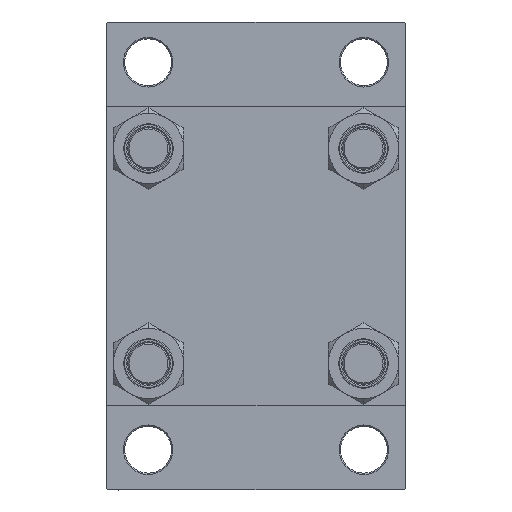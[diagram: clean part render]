
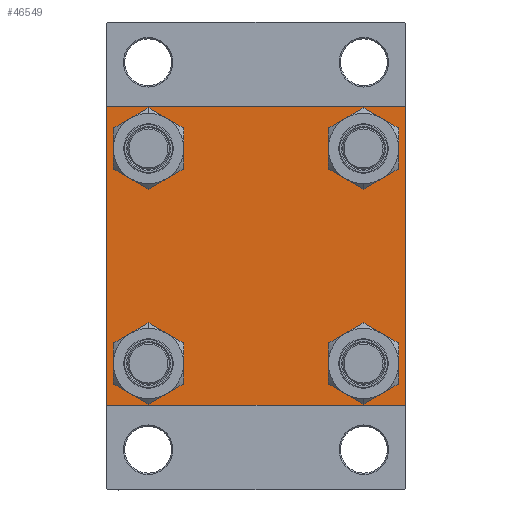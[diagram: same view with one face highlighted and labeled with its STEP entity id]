
A CAD part, left-side view. The second image highlights one B-rep face of the part: STEP entity #46549.
In plain terms, the highlighted planar face has unit normal (-1, 0, 0).
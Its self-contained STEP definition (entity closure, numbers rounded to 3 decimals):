
#220 = CARTESIAN_POINT ( 'NONE',  ( 0., 41.35, -41.35 ) ) ;
#716 = CARTESIAN_POINT ( 'NONE',  ( 0., 57.5, 57.5 ) ) ;
#928 = ORIENTED_EDGE ( 'NONE', *, *, #44900, .T. ) ;
#935 = DIRECTION ( 'NONE',  ( 1., 0., 0. ) ) ;
#1454 = CIRCLE ( 'NONE', #4568, 8.5 ) ;
#1972 = CARTESIAN_POINT ( 'NONE',  ( 0., -57.5, -57. ) ) ;
#2156 = CIRCLE ( 'NONE', #26250, 8.5 ) ;
#2442 = EDGE_CURVE ( 'NONE', #22816, #30665, #42438, .T. ) ;
#2678 = VERTEX_POINT ( 'NONE', #37551 ) ;
#3573 = ORIENTED_EDGE ( 'NONE', *, *, #4154, .T. ) ;
#3827 = CARTESIAN_POINT ( 'NONE',  ( 0., 0., 0. ) ) ;
#3885 = CARTESIAN_POINT ( 'NONE',  ( 0., 57.5, -57. ) ) ;
#4154 = EDGE_CURVE ( 'NONE', #20060, #18059, #24937, .T. ) ;
#4520 = CARTESIAN_POINT ( 'NONE',  ( 0., 41.35, 49.85 ) ) ;
#4568 = AXIS2_PLACEMENT_3D ( 'NONE', #42944, #5976, #35647 ) ;
#4617 = DIRECTION ( 'NONE',  ( 0., 0., -1. ) ) ;
#4785 = DIRECTION ( 'NONE',  ( 1., 0., 0. ) ) ;
#5226 = DIRECTION ( 'NONE',  ( 0., -1., 0. ) ) ;
#5817 = CARTESIAN_POINT ( 'NONE',  ( 0., 41.35, 32.85 ) ) ;
#5868 = CARTESIAN_POINT ( 'NONE',  ( 0., 57., 57.5 ) ) ;
#5976 = DIRECTION ( 'NONE',  ( 1., 0., 0. ) ) ;
#6238 = ORIENTED_EDGE ( 'NONE', *, *, #31760, .T. ) ;
#6772 = CARTESIAN_POINT ( 'NONE',  ( 0., -57., -57.5 ) ) ;
#6899 = EDGE_CURVE ( 'NONE', #11461, #26946, #10045, .T. ) ;
#7204 = ORIENTED_EDGE ( 'NONE', *, *, #19031, .T. ) ;
#8408 = CIRCLE ( 'NONE', #17740, 8.5 ) ;
#8498 = LINE ( 'NONE', #23090, #40637 ) ;
#8615 = ORIENTED_EDGE ( 'NONE', *, *, #43889, .T. ) ;
#9635 = CIRCLE ( 'NONE', #28268, 8.5 ) ;
#10045 = LINE ( 'NONE', #17356, #25844 ) ;
#10526 = CARTESIAN_POINT ( 'NONE',  ( 0., -41.35, 49.85 ) ) ;
#10907 = AXIS2_PLACEMENT_3D ( 'NONE', #46250, #34558, #30913 ) ;
#11065 = VERTEX_POINT ( 'NONE', #24715 ) ;
#11281 = DIRECTION ( 'NONE',  ( 0., 0., 1. ) ) ;
#11461 = VERTEX_POINT ( 'NONE', #35855 ) ;
#11633 = DIRECTION ( 'NONE',  ( 0., -0.707, 0.707 ) ) ;
#11820 = CARTESIAN_POINT ( 'NONE',  ( 0., -57., 57.5 ) ) ;
#13218 = CIRCLE ( 'NONE', #10907, 8.5 ) ;
#13446 = VERTEX_POINT ( 'NONE', #36472 ) ;
#13511 = EDGE_CURVE ( 'NONE', #13446, #35103, #9635, .T. ) ;
#13935 = VECTOR ( 'NONE', #4617, 1000. ) ;
#14734 = EDGE_CURVE ( 'NONE', #18059, #20060, #31407, .T. ) ;
#14776 = FACE_BOUND ( 'NONE', #22886, .T. ) ;
#14874 = CARTESIAN_POINT ( 'NONE',  ( 0., 41.35, -41.35 ) ) ;
#16147 = CARTESIAN_POINT ( 'NONE',  ( 0., -41.35, 41.35 ) ) ;
#16226 = DIRECTION ( 'NONE',  ( 0., 0., 1. ) ) ;
#16464 = DIRECTION ( 'NONE',  ( 1., 0., 0. ) ) ;
#17356 = CARTESIAN_POINT ( 'NONE',  ( 0., 57.5, -57.5 ) ) ;
#17740 = AXIS2_PLACEMENT_3D ( 'NONE', #16147, #45845, #38537 ) ;
#17744 = ORIENTED_EDGE ( 'NONE', *, *, #14734, .T. ) ;
#18059 = VERTEX_POINT ( 'NONE', #25017 ) ;
#18096 = DIRECTION ( 'NONE',  ( 1., 0., 0. ) ) ;
#18215 = AXIS2_PLACEMENT_3D ( 'NONE', #29849, #4785, #27152 ) ;
#18658 = DIRECTION ( 'NONE',  ( 0., 0., 1. ) ) ;
#19031 = EDGE_CURVE ( 'NONE', #22816, #41658, #27224, .T. ) ;
#19208 = LINE ( 'NONE', #716, #13935 ) ;
#19531 = CARTESIAN_POINT ( 'NONE',  ( 0., 57.25, -57.25 ) ) ;
#19662 = DIRECTION ( 'NONE',  ( 0., 0., 1. ) ) ;
#19893 = LINE ( 'NONE', #34021, #43607 ) ;
#20060 = VERTEX_POINT ( 'NONE', #33218 ) ;
#20247 = EDGE_CURVE ( 'NONE', #11065, #26368, #20300, .T. ) ;
#20300 = LINE ( 'NONE', #24884, #35478 ) ;
#20639 = ORIENTED_EDGE ( 'NONE', *, *, #33396, .T. ) ;
#21993 = EDGE_CURVE ( 'NONE', #2678, #34216, #13218, .T. ) ;
#22816 = VERTEX_POINT ( 'NONE', #5868 ) ;
#22886 = EDGE_LOOP ( 'NONE', ( #20639, #35048 ) ) ;
#23067 = ORIENTED_EDGE ( 'NONE', *, *, #44584, .T. ) ;
#23090 = CARTESIAN_POINT ( 'NONE',  ( 0., -57.25, 57.25 ) ) ;
#23322 = DIRECTION ( 'NONE',  ( 0., 0.707, 0.707 ) ) ;
#24529 = VERTEX_POINT ( 'NONE', #4520 ) ;
#24715 = CARTESIAN_POINT ( 'NONE',  ( 0., -57.5, 57. ) ) ;
#24884 = CARTESIAN_POINT ( 'NONE',  ( 0., -57.5, 57.5 ) ) ;
#24937 = CIRCLE ( 'NONE', #40521, 8.5 ) ;
#25017 = CARTESIAN_POINT ( 'NONE',  ( 0., -41.35, -49.85 ) ) ;
#25180 = ORIENTED_EDGE ( 'NONE', *, *, #34620, .T. ) ;
#25844 = VECTOR ( 'NONE', #31948, 1000. ) ;
#26049 = DIRECTION ( 'NONE',  ( 1., 0., 0. ) ) ;
#26067 = CARTESIAN_POINT ( 'NONE',  ( 0., 41.35, -32.85 ) ) ;
#26250 = AXIS2_PLACEMENT_3D ( 'NONE', #42734, #16464, #16226 ) ;
#26368 = VERTEX_POINT ( 'NONE', #1972 ) ;
#26505 = CARTESIAN_POINT ( 'NONE',  ( 0., 57.25, 57.25 ) ) ;
#26946 = VERTEX_POINT ( 'NONE', #6772 ) ;
#27152 = DIRECTION ( 'NONE',  ( 0., 0., 1. ) ) ;
#27224 = LINE ( 'NONE', #26505, #33886 ) ;
#28071 = CIRCLE ( 'NONE', #46750, 8.5 ) ;
#28220 = ORIENTED_EDGE ( 'NONE', *, *, #6899, .T. ) ;
#28268 = AXIS2_PLACEMENT_3D ( 'NONE', #220, #935, #19662 ) ;
#28643 = FACE_OUTER_BOUND ( 'NONE', #42124, .T. ) ;
#28944 = ORIENTED_EDGE ( 'NONE', *, *, #2442, .F. ) ;
#29661 = EDGE_LOOP ( 'NONE', ( #928, #32284 ) ) ;
#29849 = CARTESIAN_POINT ( 'NONE',  ( 0., -41.35, -41.35 ) ) ;
#30665 = VERTEX_POINT ( 'NONE', #11820 ) ;
#30875 = DIRECTION ( 'NONE',  ( 0., 0.707, -0.707 ) ) ;
#30913 = DIRECTION ( 'NONE',  ( 0., 0., 1. ) ) ;
#31407 = CIRCLE ( 'NONE', #18215, 8.5 ) ;
#31760 = EDGE_CURVE ( 'NONE', #36408, #24529, #2156, .T. ) ;
#31948 = DIRECTION ( 'NONE',  ( 0., -1., 0. ) ) ;
#32284 = ORIENTED_EDGE ( 'NONE', *, *, #13511, .T. ) ;
#33218 = CARTESIAN_POINT ( 'NONE',  ( 0., -41.35, -32.85 ) ) ;
#33258 = FACE_BOUND ( 'NONE', #40441, .T. ) ;
#33396 = EDGE_CURVE ( 'NONE', #34216, #2678, #8408, .T. ) ;
#33619 = AXIS2_PLACEMENT_3D ( 'NONE', #3827, #47395, #18658 ) ;
#33886 = VECTOR ( 'NONE', #30875, 1000. ) ;
#34021 = CARTESIAN_POINT ( 'NONE',  ( 0., -57.25, -57.25 ) ) ;
#34216 = VERTEX_POINT ( 'NONE', #10526 ) ;
#34302 = VECTOR ( 'NONE', #34371, 1000. ) ;
#34371 = DIRECTION ( 'NONE',  ( 0., -0.707, -0.707 ) ) ;
#34558 = DIRECTION ( 'NONE',  ( 1., 0., 0. ) ) ;
#34620 = EDGE_CURVE ( 'NONE', #24529, #36408, #1454, .T. ) ;
#35048 = ORIENTED_EDGE ( 'NONE', *, *, #21993, .T. ) ;
#35103 = VERTEX_POINT ( 'NONE', #26067 ) ;
#35381 = CARTESIAN_POINT ( 'NONE',  ( 0., 57.5, 57.5 ) ) ;
#35478 = VECTOR ( 'NONE', #39269, 1000. ) ;
#35641 = CARTESIAN_POINT ( 'NONE',  ( 0., 57.5, 57. ) ) ;
#35647 = DIRECTION ( 'NONE',  ( 0., 0., 1. ) ) ;
#35855 = CARTESIAN_POINT ( 'NONE',  ( 0., 57., -57.5 ) ) ;
#36185 = FACE_BOUND ( 'NONE', #29661, .T. ) ;
#36408 = VERTEX_POINT ( 'NONE', #5817 ) ;
#36472 = CARTESIAN_POINT ( 'NONE',  ( 0., 41.35, -49.85 ) ) ;
#36673 = PLANE ( 'NONE',  #33619 ) ;
#36980 = ORIENTED_EDGE ( 'NONE', *, *, #20247, .F. ) ;
#37551 = CARTESIAN_POINT ( 'NONE',  ( 0., -41.35, 32.85 ) ) ;
#38274 = VERTEX_POINT ( 'NONE', #3885 ) ;
#38537 = DIRECTION ( 'NONE',  ( 0., 0., 1. ) ) ;
#39269 = DIRECTION ( 'NONE',  ( 0., 0., -1. ) ) ;
#39280 = EDGE_CURVE ( 'NONE', #41658, #38274, #19208, .T. ) ;
#39425 = ORIENTED_EDGE ( 'NONE', *, *, #39280, .T. ) ;
#40441 = EDGE_LOOP ( 'NONE', ( #25180, #6238 ) ) ;
#40521 = AXIS2_PLACEMENT_3D ( 'NONE', #47797, #18096, #11281 ) ;
#40552 = ORIENTED_EDGE ( 'NONE', *, *, #47212, .T. ) ;
#40637 = VECTOR ( 'NONE', #23322, 1000. ) ;
#41658 = VERTEX_POINT ( 'NONE', #35641 ) ;
#41975 = VECTOR ( 'NONE', #5226, 1000. ) ;
#42124 = EDGE_LOOP ( 'NONE', ( #39425, #23067, #28220, #8615, #36980, #40552, #28944, #7204 ) ) ;
#42438 = LINE ( 'NONE', #35381, #41975 ) ;
#42734 = CARTESIAN_POINT ( 'NONE',  ( 0., 41.35, 41.35 ) ) ;
#42944 = CARTESIAN_POINT ( 'NONE',  ( 0., 41.35, 41.35 ) ) ;
#43326 = EDGE_LOOP ( 'NONE', ( #3573, #17744 ) ) ;
#43607 = VECTOR ( 'NONE', #11633, 1000. ) ;
#43889 = EDGE_CURVE ( 'NONE', #26946, #26368, #19893, .T. ) ;
#44584 = EDGE_CURVE ( 'NONE', #38274, #11461, #44862, .T. ) ;
#44862 = LINE ( 'NONE', #19531, #34302 ) ;
#44900 = EDGE_CURVE ( 'NONE', #35103, #13446, #28071, .T. ) ;
#45046 = DIRECTION ( 'NONE',  ( 0., 0., 1. ) ) ;
#45845 = DIRECTION ( 'NONE',  ( 1., 0., 0. ) ) ;
#46250 = CARTESIAN_POINT ( 'NONE',  ( 0., -41.35, 41.35 ) ) ;
#46549 = ADVANCED_FACE ( 'NONE', ( #14776, #47881, #36185, #33258, #28643 ), #36673, .T. ) ;
#46750 = AXIS2_PLACEMENT_3D ( 'NONE', #14874, #26049, #45046 ) ;
#47212 = EDGE_CURVE ( 'NONE', #11065, #30665, #8498, .T. ) ;
#47395 = DIRECTION ( 'NONE',  ( -1., 0., 0. ) ) ;
#47797 = CARTESIAN_POINT ( 'NONE',  ( 0., -41.35, -41.35 ) ) ;
#47881 = FACE_BOUND ( 'NONE', #43326, .T. ) ;
